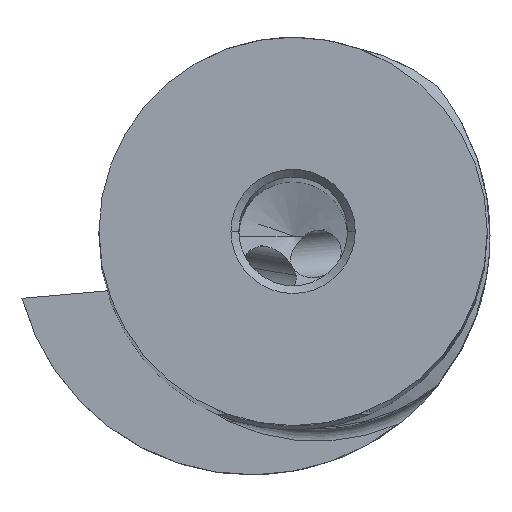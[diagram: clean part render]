
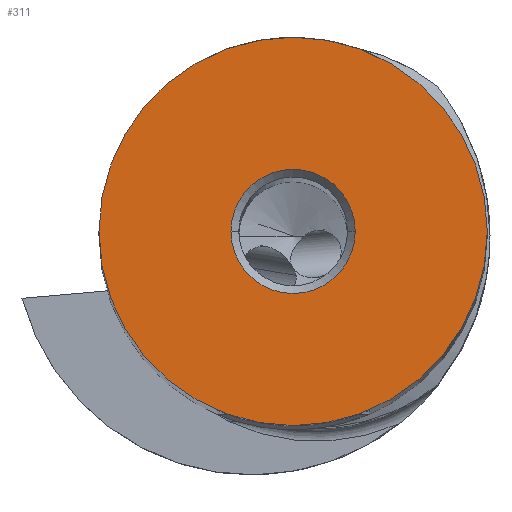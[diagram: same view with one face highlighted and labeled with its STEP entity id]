
A CAD part, top view. The second image highlights one B-rep face of the part: STEP entity #311.
In plain terms, the highlighted planar face has unit normal (0, 0, 1).
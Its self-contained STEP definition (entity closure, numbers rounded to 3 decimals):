
#53=PLANE('',#1346);
#69=FACE_BOUND('',#447,.T.);
#70=FACE_BOUND('',#448,.T.);
#311=ADVANCED_FACE('',(#69,#70),#53,.T.);
#447=EDGE_LOOP('',(#817,#818));
#448=EDGE_LOOP('',(#819,#820));
#506=CIRCLE('',#1341,4.);
#507=CIRCLE('',#1343,12.5);
#508=CIRCLE('',#1344,12.5);
#509=CIRCLE('',#1345,4.);
#817=ORIENTED_EDGE('',*,*,#1155,.F.);
#818=ORIENTED_EDGE('',*,*,#1156,.F.);
#819=ORIENTED_EDGE('',*,*,#1157,.F.);
#820=ORIENTED_EDGE('',*,*,#1154,.F.);
#984=VERTEX_POINT('',#2902);
#985=VERTEX_POINT('',#2904);
#986=VERTEX_POINT('',#2908);
#987=VERTEX_POINT('',#2909);
#1154=EDGE_CURVE('',#985,#984,#506,.T.);
#1155=EDGE_CURVE('',#986,#987,#507,.T.);
#1156=EDGE_CURVE('',#987,#986,#508,.T.);
#1157=EDGE_CURVE('',#984,#985,#509,.T.);
#1341=AXIS2_PLACEMENT_3D('',#2905,#1627,#1628);
#1343=AXIS2_PLACEMENT_3D('',#2907,#1631,#1632);
#1344=AXIS2_PLACEMENT_3D('',#2910,#1633,#1634);
#1345=AXIS2_PLACEMENT_3D('',#2911,#1635,#1636);
#1346=AXIS2_PLACEMENT_3D('',#2912,#1637,#1638);
#1627=DIRECTION('',(0.,0.,1.));
#1628=DIRECTION('',(-1.,0.,0.));
#1631=DIRECTION('',(0.,0.,-1.));
#1632=DIRECTION('',(1.,0.,0.));
#1633=DIRECTION('',(0.,0.,-1.));
#1634=DIRECTION('',(-1.,0.,0.));
#1635=DIRECTION('',(0.,0.,1.));
#1636=DIRECTION('',(1.,0.,0.));
#1637=DIRECTION('',(0.,0.,1.));
#1638=DIRECTION('',(1.,0.,0.));
#2902=CARTESIAN_POINT('',(4.,0.,0.));
#2904=CARTESIAN_POINT('',(-4.,0.,0.));
#2905=CARTESIAN_POINT('',(0.,0.,0.));
#2907=CARTESIAN_POINT('',(0.,0.,0.));
#2908=CARTESIAN_POINT('',(12.5,0.,0.));
#2909=CARTESIAN_POINT('',(-12.5,0.,0.));
#2910=CARTESIAN_POINT('',(0.,0.,0.));
#2911=CARTESIAN_POINT('',(0.,0.,0.));
#2912=CARTESIAN_POINT('',(0.,0.,0.));
